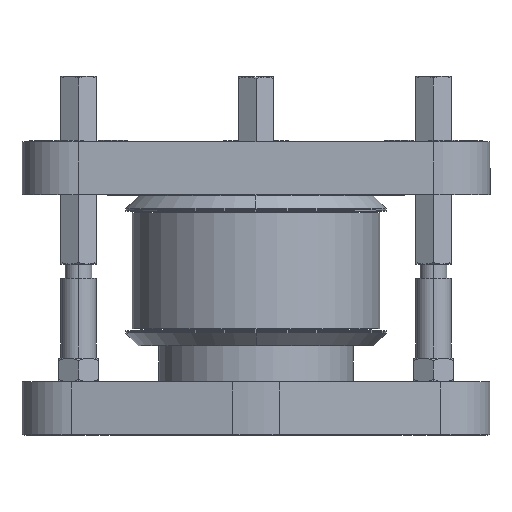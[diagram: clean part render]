
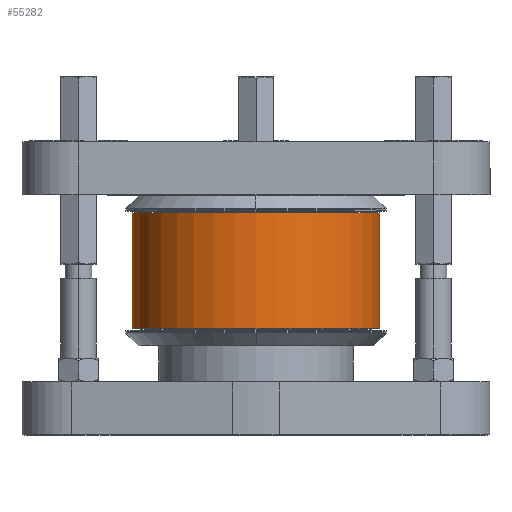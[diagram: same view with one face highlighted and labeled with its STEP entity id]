
A CAD part, top view. The second image highlights one B-rep face of the part: STEP entity #55282.
In plain terms, the highlighted cylindrical face has radius 44.45 mm (diameter 88.9 mm), a partial arc.
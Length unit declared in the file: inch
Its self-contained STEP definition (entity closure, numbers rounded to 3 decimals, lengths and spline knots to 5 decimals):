
#6540 = CYLINDRICAL_SURFACE ( 'NONE', #18416, 1.75 ) ;
#6572 = FACE_OUTER_BOUND ( 'NONE', #54794, .T. ) ;
#6844 = DIRECTION ( 'NONE',  ( -1., 0., 0. ) ) ;
#6845 = DIRECTION ( 'NONE',  ( 0., -1., 0. ) ) ;
#6855 = CARTESIAN_POINT ( 'NONE',  ( 0., -0.255, 0. ) ) ;
#16249 = VERTEX_POINT ( 'NONE', #22101 ) ;
#16268 = VERTEX_POINT ( 'NONE', #22115 ) ;
#16517 = VERTEX_POINT ( 'NONE', #22222 ) ;
#16568 = AXIS2_PLACEMENT_3D ( 'NONE', #35058, #35064, #35066 ) ;
#16783 = VERTEX_POINT ( 'NONE', #22293 ) ;
#18416 = AXIS2_PLACEMENT_3D ( 'NONE', #6855, #6845, #6844 ) ;
#19492 = ORIENTED_EDGE ( 'NONE', *, *, #45660, .F. ) ;
#19496 = ORIENTED_EDGE ( 'NONE', *, *, #35585, .T. ) ;
#19518 = ORIENTED_EDGE ( 'NONE', *, *, #45661, .F. ) ;
#19524 = ORIENTED_EDGE ( 'NONE', *, *, #35587, .T. ) ;
#19807 = AXIS2_PLACEMENT_3D ( 'NONE', #22619, #22621, #22622 ) ;
#22101 = CARTESIAN_POINT ( 'NONE',  ( 1.75, -0.255, 0. ) ) ;
#22115 = CARTESIAN_POINT ( 'NONE',  ( 1.75, -1.895, 0. ) ) ;
#22222 = CARTESIAN_POINT ( 'NONE',  ( -1.75, -0.255, 0. ) ) ;
#22293 = CARTESIAN_POINT ( 'NONE',  ( -1.75, -1.895, 0. ) ) ;
#22610 = CARTESIAN_POINT ( 'NONE',  ( -1.75, -0.255, 0. ) ) ;
#22615 = DIRECTION ( 'NONE',  ( 0., -1., 0. ) ) ;
#22619 = CARTESIAN_POINT ( 'NONE',  ( 0., -1.895, 0. ) ) ;
#22621 = DIRECTION ( 'NONE',  ( 0., 1., 0. ) ) ;
#22622 = DIRECTION ( 'NONE',  ( 1., 0., 0. ) ) ;
#35058 = CARTESIAN_POINT ( 'NONE',  ( 0., -0.255, 0. ) ) ;
#35064 = DIRECTION ( 'NONE',  ( 0., 1., 0. ) ) ;
#35066 = DIRECTION ( 'NONE',  ( 1., 0., 0. ) ) ;
#35069 = CARTESIAN_POINT ( 'NONE',  ( 1.75, -0.255, 0. ) ) ;
#35071 = DIRECTION ( 'NONE',  ( 0., -1., 0. ) ) ;
#35585 = EDGE_CURVE ( 'NONE', #16517, #16783, #44446, .T. ) ;
#35587 = EDGE_CURVE ( 'NONE', #16783, #16268, #44450, .T. ) ;
#37647 = VECTOR ( 'NONE', #35071, 39.37008 ) ;
#37650 = LINE ( 'NONE', #35069, #37647 ) ;
#37655 = CIRCLE ( 'NONE', #16568, 1.75 ) ;
#44444 = VECTOR ( 'NONE', #22615, 39.37008 ) ;
#44446 = LINE ( 'NONE', #22610, #44444 ) ;
#44450 = CIRCLE ( 'NONE', #19807, 1.75 ) ;
#45660 = EDGE_CURVE ( 'NONE', #16517, #16249, #37655, .T. ) ;
#45661 = EDGE_CURVE ( 'NONE', #16249, #16268, #37650, .T. ) ;
#54794 = EDGE_LOOP ( 'NONE', ( #19518, #19492, #19496, #19524 ) ) ;
#55282 = ADVANCED_FACE ( 'NONE', ( #6572 ), #6540, .T. ) ;
